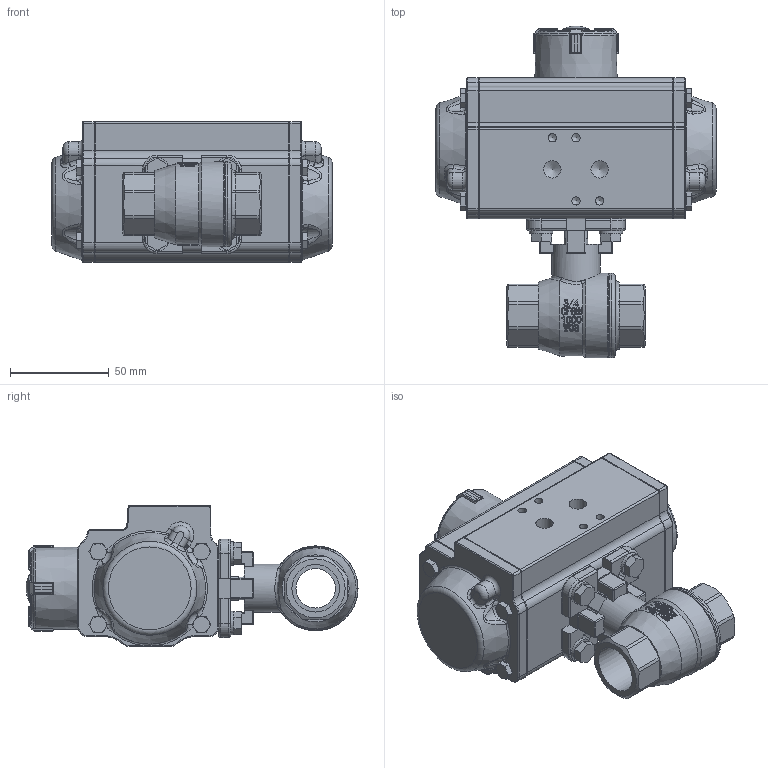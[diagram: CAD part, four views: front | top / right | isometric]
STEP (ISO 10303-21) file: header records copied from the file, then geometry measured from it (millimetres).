
FILE_DESCRIPTION(/* description */ ('Unknown'),/* implementation_level */ '2;1');
FILE_NAME(/* name */ 'DW02_FR01 9650-05',/* time_stamp */ '2022-10-24T10:20:02+02:00',/* author */ ('Unknown'),/* organization */ ('Unknown'),/* preprocessor_version */ 'ST-DEVELOPER v16.7',/* originating_system */ 'Solid Edge',/* authorisation */ 'Unknown');
FILE_SCHEMA (('AUTOMOTIVE_DESIGN {1 0 10303 214 3 1 1}'));
Products named in the file (11): DW02_FR019650-05; 8.650.020; 0.75-1000WOG____; DIN126-M6; DIN558_M_6x12.1.3; DW02_FR01_(DW20_FR15); KP-50; cup head square neck bolts grade b gb_GB_FASTENER_BOLT_CHSNBSHB M6X25
-N; ________(___________; _____________; ______
Assembly tree (18 placements, depth 3):
  DW02_FR019650-05
    8.650.020
      0.75-1000WOG____
    DIN126-M6  x4
    DIN558_M_6x12.1.3  x4
    DW02_FR01_(DW20_FR15)
      KP-50
      cup head square neck bolts grade b gb_GB_FASTENER_BOLT_CHSNBSHB M6X25
-N
      ________(___________  x2
      _____________  x2
      ______
Bounding box: 142.2 x 168.47 x 71.5 mm (x, y, z)
Volume: 649639.6 mm3; surface area: 87415 mm2
Topology: 16 solids, 16 shells, 1537 faces, 3784 edges, 2321 vertices
Faces by surface type: plane 576, cylinder 438, bspline 233, cone 162, torus 110, sphere 18
Full cylindrical faces by diameter (mm): 2.1 x2, 3 x16, 3.3 x8, 4.2 x12, 5 x5, 6 x5, 6.2 x1, 6.6 x4, 8.8 x2, 11.7 x1, 12 x5, 13.9 x1, 14.2 x1, 15.9 x1, 20 x2, 23.5 x1, 24.117 x4, 24.5 x1, 26 x1, 36.6 x1, 38.5 x1, 43 x2
Entity records: 68230 total; most frequent: CARTESIAN_POINT 34358, ORIENTED_EDGE 6276, DIRECTION 5914, EDGE_CURVE 3138, AXIS2_PLACEMENT_3D 2245, VERTEX_POINT 2027, FACE_BOUND 1597, EDGE_LOOP 1579
